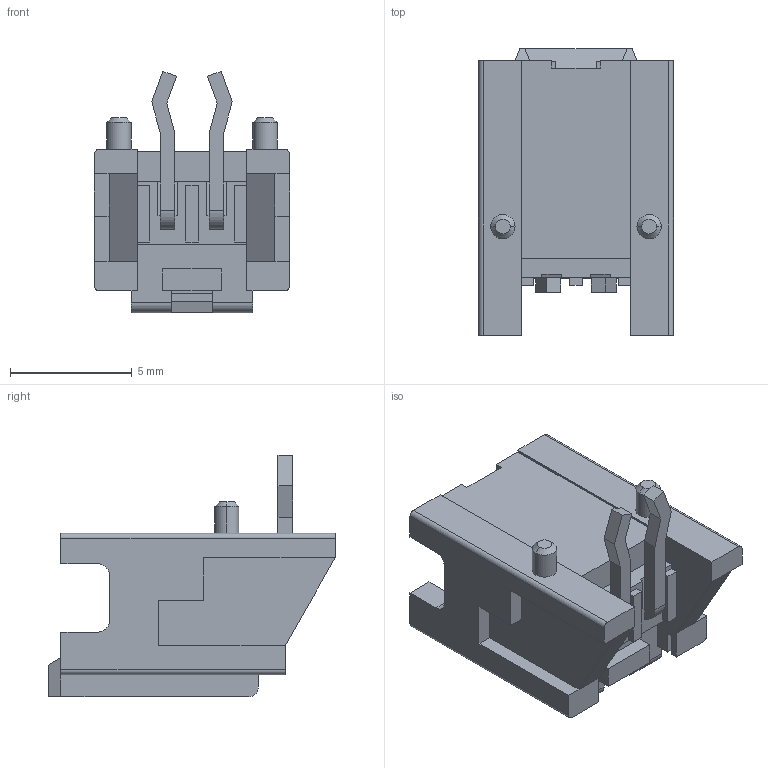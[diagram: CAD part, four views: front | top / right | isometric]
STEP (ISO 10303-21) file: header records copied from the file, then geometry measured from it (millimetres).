
FILE_DESCRIPTION(('STEP AP242'),'1');
FILE_NAME('55935-0210.stp','2021-06-04T19:32:33',('TraceParts'),('TraceParts S.A.'),'Spatial InterOp 3D',' ',' ');
FILE_SCHEMA(('AP242_MANAGED_MODEL_BASED_3D_ENGINEERING_MIM_LF {1 0 10303 442 1 1 4}'));
Length unit declared in the file: millimetre
Products named in the file (1): 55935-0210_1
Bounding box: 8 x 11.75 x 9.9 mm (x, y, z)
Volume: 240.3 mm3; surface area: 629.1 mm2
Topology: 1 solids, 1 shells, 208 faces, 589 edges, 404 vertices
Faces by surface type: plane 184, cylinder 20, cone 4
Entity records: 6627 total; most frequent: CARTESIAN_POINT 1169, ORIENTED_EDGE 1144, DIRECTION 1067, EDGE_CURVE 572, LINE 531, VECTOR 531, VERTEX_POINT 370, AXIS2_PLACEMENT_3D 268
